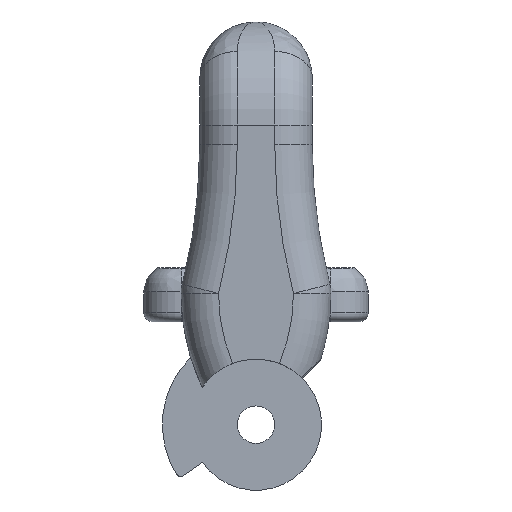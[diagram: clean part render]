
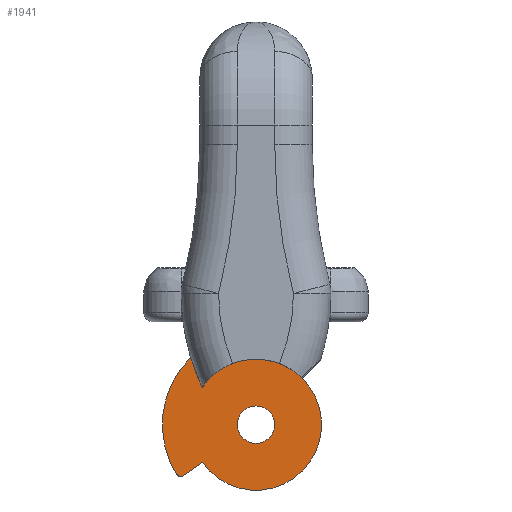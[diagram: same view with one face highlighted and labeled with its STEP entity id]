
A CAD part, left-side view. The second image highlights one B-rep face of the part: STEP entity #1941.
In plain terms, the highlighted planar face has unit normal (-1, 0, 0).
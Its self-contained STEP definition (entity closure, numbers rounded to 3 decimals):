
#18=FACE_BOUND('',#240,.T.);
#50=PLANE('',#2106);
#117=FACE_OUTER_BOUND('',#239,.T.);
#239=EDGE_LOOP('',(#1374,#1375,#1376,#1377,#1378,#1379));
#240=EDGE_LOOP('',(#1380));
#440=LINE('',#3521,#538);
#538=VECTOR('',#2426,10.);
#646=CIRCLE('',#2102,0.25);
#647=CIRCLE('',#2104,5.);
#649=CIRCLE('',#2107,3.5);
#650=CIRCLE('',#2108,3.5);
#651=CIRCLE('',#2109,11.648);
#652=CIRCLE('',#2110,1.);
#800=VERTEX_POINT('',#3508);
#801=VERTEX_POINT('',#3510);
#802=VERTEX_POINT('',#3514);
#804=VERTEX_POINT('',#3520);
#805=VERTEX_POINT('',#3522);
#806=VERTEX_POINT('',#3524);
#807=VERTEX_POINT('',#3527);
#1016=EDGE_CURVE('',#800,#801,#646,.T.);
#1018=EDGE_CURVE('',#802,#801,#647,.T.);
#1021=EDGE_CURVE('',#804,#800,#440,.T.);
#1022=EDGE_CURVE('',#804,#805,#649,.T.);
#1023=EDGE_CURVE('',#805,#806,#650,.T.);
#1024=EDGE_CURVE('',#802,#806,#651,.T.);
#1025=EDGE_CURVE('',#807,#807,#652,.T.);
#1374=ORIENTED_EDGE('',*,*,#1016,.F.);
#1375=ORIENTED_EDGE('',*,*,#1021,.F.);
#1376=ORIENTED_EDGE('',*,*,#1022,.T.);
#1377=ORIENTED_EDGE('',*,*,#1023,.T.);
#1378=ORIENTED_EDGE('',*,*,#1024,.F.);
#1379=ORIENTED_EDGE('',*,*,#1018,.T.);
#1380=ORIENTED_EDGE('',*,*,#1025,.T.);
#1941=ADVANCED_FACE('',(#117,#18),#50,.F.);
#2102=AXIS2_PLACEMENT_3D('',#3511,#2414,#2415);
#2104=AXIS2_PLACEMENT_3D('',#3515,#2419,#2420);
#2106=AXIS2_PLACEMENT_3D('',#3519,#2424,#2425);
#2107=AXIS2_PLACEMENT_3D('',#3523,#2427,#2428);
#2108=AXIS2_PLACEMENT_3D('',#3525,#2429,#2430);
#2109=AXIS2_PLACEMENT_3D('',#3526,#2431,#2432);
#2110=AXIS2_PLACEMENT_3D('',#3528,#2433,#2434);
#2414=DIRECTION('center_axis',(1.,0.,0.));
#2415=DIRECTION('ref_axis',(0.,0.2,-0.98));
#2419=DIRECTION('center_axis',(-1.,0.,0.));
#2420=DIRECTION('ref_axis',(0.,-1.,0.));
#2424=DIRECTION('center_axis',(1.,0.,0.));
#2425=DIRECTION('ref_axis',(0.,1.,0.));
#2426=DIRECTION('',(0.,0.819,-0.574));
#2427=DIRECTION('center_axis',(-1.,0.,0.));
#2428=DIRECTION('ref_axis',(0.,1.,0.));
#2429=DIRECTION('center_axis',(-1.,0.,0.));
#2430=DIRECTION('ref_axis',(0.,1.,0.));
#2431=DIRECTION('center_axis',(-1.,0.,0.));
#2432=DIRECTION('ref_axis',(0.,0.903,-0.429));
#2433=DIRECTION('center_axis',(1.,0.,0.));
#2434=DIRECTION('ref_axis',(0.,1.,0.));
#3508=CARTESIAN_POINT('',(-3.25,3.886,-2.721));
#3510=CARTESIAN_POINT('',(-3.25,4.241,-2.648));
#3511=CARTESIAN_POINT('Origin',(-3.25,4.029,-2.516));
#3514=CARTESIAN_POINT('',(-3.25,3.488,3.583));
#3515=CARTESIAN_POINT('Origin',(-3.25,0.,0.));
#3519=CARTESIAN_POINT('Origin',(-3.25,0.,0.));
#3520=CARTESIAN_POINT('',(-3.25,2.867,-2.008));
#3521=CARTESIAN_POINT('',(-3.25,0.,0.));
#3522=CARTESIAN_POINT('',(-3.25,-2.475,2.475));
#3523=CARTESIAN_POINT('Origin',(-3.25,0.,0.));
#3524=CARTESIAN_POINT('',(-3.25,2.872,2.));
#3525=CARTESIAN_POINT('Origin',(-3.25,0.,0.));
#3526=CARTESIAN_POINT('Origin',(-3.25,-7.648,7.));
#3527=CARTESIAN_POINT('',(-3.25,-1.,0.));
#3528=CARTESIAN_POINT('Origin',(-3.25,0.,0.));
